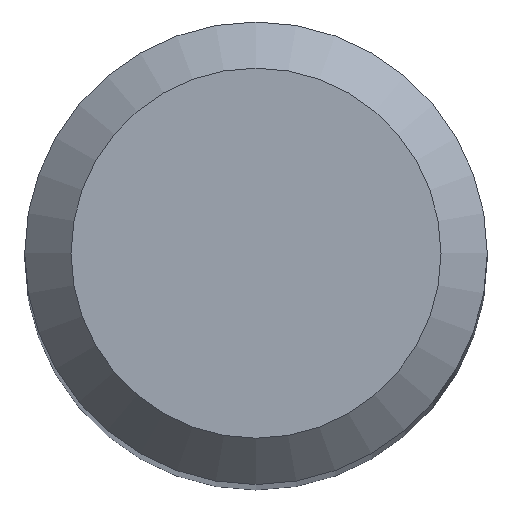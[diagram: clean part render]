
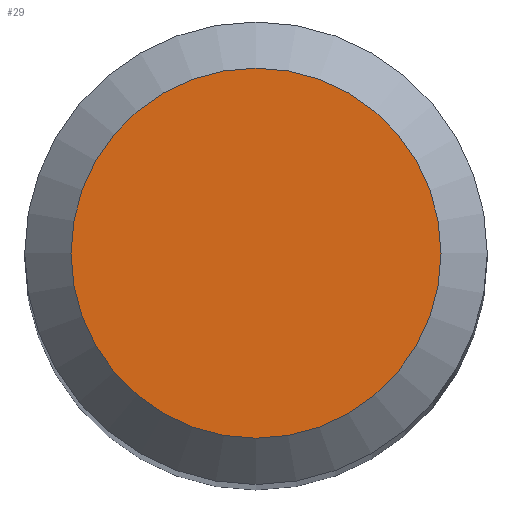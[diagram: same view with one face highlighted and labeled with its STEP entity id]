
A CAD part, top view. The second image highlights one B-rep face of the part: STEP entity #29.
In plain terms, the highlighted planar face has unit normal (0, 0, 1).
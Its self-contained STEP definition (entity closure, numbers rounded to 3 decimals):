
#29 = ADVANCED_FACE ( 'NONE', ( #94 ), #126, .F. ) ;
#39 = AXIS2_PLACEMENT_3D ( 'NONE', #252, #91, #67 ) ;
#62 = EDGE_LOOP ( 'NONE', ( #297 ) ) ;
#67 = DIRECTION ( 'NONE',  ( 0., 1., 0. ) ) ;
#91 = DIRECTION ( 'NONE',  ( 0., 0., -1. ) ) ;
#94 = FACE_OUTER_BOUND ( 'NONE', #62, .T. ) ;
#97 = EDGE_CURVE ( 'NONE', #108, #108, #166, .T. ) ;
#108 = VERTEX_POINT ( 'NONE', #233 ) ;
#126 = PLANE ( 'NONE',  #281 ) ;
#151 = DIRECTION ( 'NONE',  ( 0., 0., -1. ) ) ;
#166 = CIRCLE ( 'NONE', #39, 2.4 ) ;
#179 = CARTESIAN_POINT ( 'NONE',  ( 0., 0., 55. ) ) ;
#233 = CARTESIAN_POINT ( 'NONE',  ( 0., 2.4, 55. ) ) ;
#252 = CARTESIAN_POINT ( 'NONE',  ( 0., 0., 55. ) ) ;
#281 = AXIS2_PLACEMENT_3D ( 'NONE', #179, #151, #328 ) ;
#297 = ORIENTED_EDGE ( 'NONE', *, *, #97, .F. ) ;
#328 = DIRECTION ( 'NONE',  ( 0., 1., 0. ) ) ;
